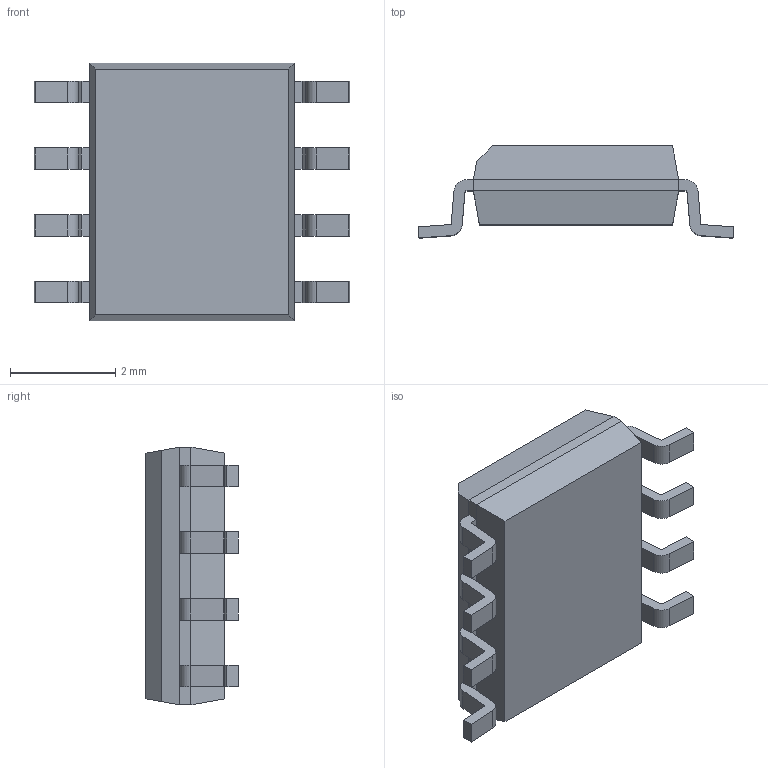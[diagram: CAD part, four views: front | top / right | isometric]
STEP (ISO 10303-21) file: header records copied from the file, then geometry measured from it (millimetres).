
FILE_DESCRIPTION (( 'STEP AP214' ), '1' );
FILE_NAME ('ACS724LLCTR-30AB-T.STEP', '2023-03-29T18:45:49', ( '' ), ( '' ), 'SwSTEP 2.0', 'SolidWorks 2021', '' );
FILE_SCHEMA (( 'AUTOMOTIVE_DESIGN' ));
Length unit declared in the file: millimetre
Products named in the file (1): ACS724LLCTR-30AB-T
Bounding box: 6 x 1.75 x 4.9 mm (x, y, z)
Volume: 28.4 mm3; surface area: 78.4 mm2
Topology: 9 solids, 9 shells, 127 faces, 319 edges, 210 vertices
Faces by surface type: plane 95, cylinder 32
Entity records: 3879 total; most frequent: CARTESIAN_POINT 657, DIRECTION 639, ORIENTED_EDGE 638, EDGE_CURVE 319, VECTOR 255, LINE 255, VERTEX_POINT 210, AXIS2_PLACEMENT_3D 192
